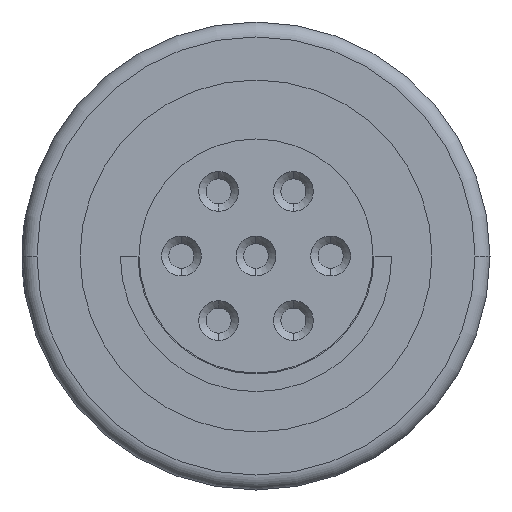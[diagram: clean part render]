
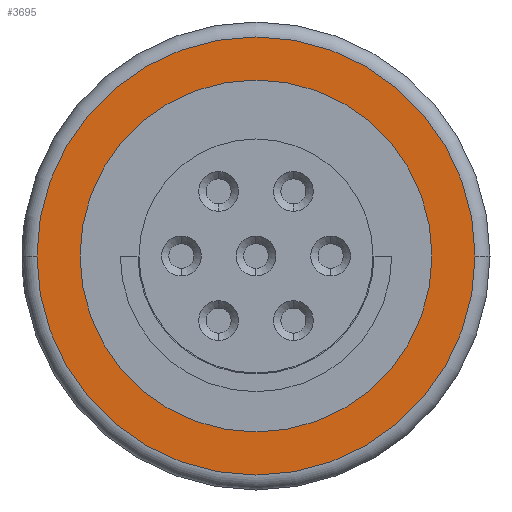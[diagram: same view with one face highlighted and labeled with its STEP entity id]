
A CAD part, left-side view. The second image highlights one B-rep face of the part: STEP entity #3695.
In plain terms, the highlighted planar face has unit normal (-1, 0, 0).
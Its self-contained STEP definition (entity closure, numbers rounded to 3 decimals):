
#127=CARTESIAN_POINT('',(-10.3,0.,0.));
#128=DIRECTION('',(-1.,0.,0.));
#129=DIRECTION('',(0.,1.,0.));
#130=AXIS2_PLACEMENT_3D('',#127,#128,#129);
#135=CARTESIAN_POINT('',(-10.3,0.,0.));
#136=DIRECTION('',(1.,0.,0.));
#137=DIRECTION('',(0.,1.,0.));
#138=AXIS2_PLACEMENT_3D('',#135,#136,#137);
#143=CARTESIAN_POINT('',(-10.3,0.,0.));
#144=DIRECTION('',(-1.,0.,0.));
#145=DIRECTION('',(0.,-1.,0.));
#146=AXIS2_PLACEMENT_3D('',#143,#144,#145);
#151=CARTESIAN_POINT('',(-10.3,0.,0.));
#152=DIRECTION('',(-1.,0.,0.));
#153=DIRECTION('',(0.,1.,0.));
#154=AXIS2_PLACEMENT_3D('',#151,#152,#153);
#3476=CARTESIAN_POINT('',(-10.3,3.535,0.));
#3478=VERTEX_POINT('',#3476);
#3480=CARTESIAN_POINT('',(-10.3,-3.535,0.));
#3482=VERTEX_POINT('',#3480);
#3536=CARTESIAN_POINT('',(-10.3,-4.4,0.));
#3537=CARTESIAN_POINT('',(-10.3,4.4,0.));
#3538=VERTEX_POINT('',#3536);
#3539=VERTEX_POINT('',#3537);
#3680=CARTESIAN_POINT('',(-10.3,0.,0.));
#3681=DIRECTION('',(1.,0.,0.));
#3682=DIRECTION('',(0.,-1.,0.));
#3683=AXIS2_PLACEMENT_3D('',#3680,#3681,#3682);
#3684=PLANE('',#3683);
#3686=ORIENTED_EDGE('',*,*,#3685,.F.);
#3688=ORIENTED_EDGE('',*,*,#3687,.F.);
#3689=EDGE_LOOP('',(#3686,#3688));
#3690=FACE_OUTER_BOUND('',#3689,.F.);
#3691=ORIENTED_EDGE('',*,*,#3673,.F.);
#3692=ORIENTED_EDGE('',*,*,#3662,.T.);
#3693=EDGE_LOOP('',(#3691,#3692));
#3694=FACE_BOUND('',#3693,.F.);
#131=CIRCLE('',#130,3.535);
#139=CIRCLE('',#138,3.535);
#147=CIRCLE('',#146,4.4);
#155=CIRCLE('',#154,4.4);
#3662=EDGE_CURVE('',#3478,#3482,#131,.T.);
#3673=EDGE_CURVE('',#3478,#3482,#139,.T.);
#3685=EDGE_CURVE('',#3538,#3539,#147,.T.);
#3687=EDGE_CURVE('',#3539,#3538,#155,.T.);
#3695=ADVANCED_FACE('',(#3690,#3694),#3684,.F.);
